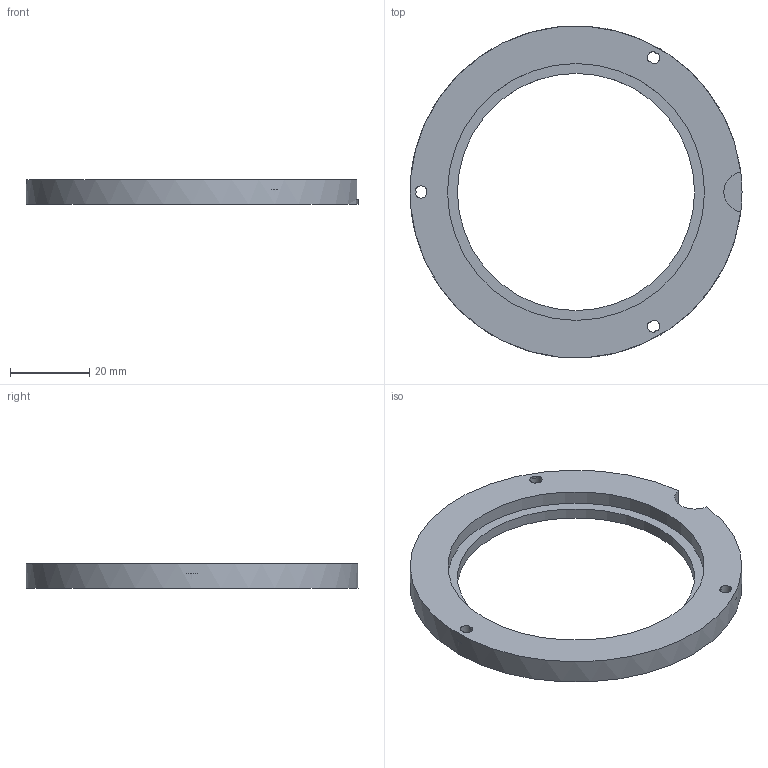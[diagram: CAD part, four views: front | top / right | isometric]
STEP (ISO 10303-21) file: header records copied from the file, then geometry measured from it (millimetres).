
FILE_DESCRIPTION(/* description */ (''),/* implementation_level */ '2;1');
FILE_NAME(/* name */ 'Base Bearing Cover.step',/* time_stamp */ '2025-09-14T20:27:47+08:00',/* author */ (''),/* organization */ (''),/* preprocessor_version */ 'ST-DEVELOPER v20.1',/* originating_system */ 'Autodesk Translation Framework v14.10.0.0',/* authorisation */ '');
FILE_SCHEMA (('AUTOMOTIVE_DESIGN { 1 0 10303 214 3 1 1 }'));
Length unit declared in the file: millimetre
Products named in the file (1): Base
Bounding box: 84 x 84 x 6.3 mm (x, y, z)
Volume: 14826 mm3; surface area: 8685 mm2
Topology: 1 solids, 1 shells, 124 faces, 342 edges, 228 vertices
Faces by surface type: bspline 57, plane 51, cylinder 16
Full cylindrical faces by diameter (mm): 3.1 x3, 5.5 x3, 60 x1, 65 x1, 84 x1
Entity records: 4520 total; most frequent: CARTESIAN_POINT 1664, ORIENTED_EDGE 684, DIRECTION 410, EDGE_CURVE 342, VERTEX_POINT 228, LINE 182, VECTOR 182, EDGE_LOOP 140
